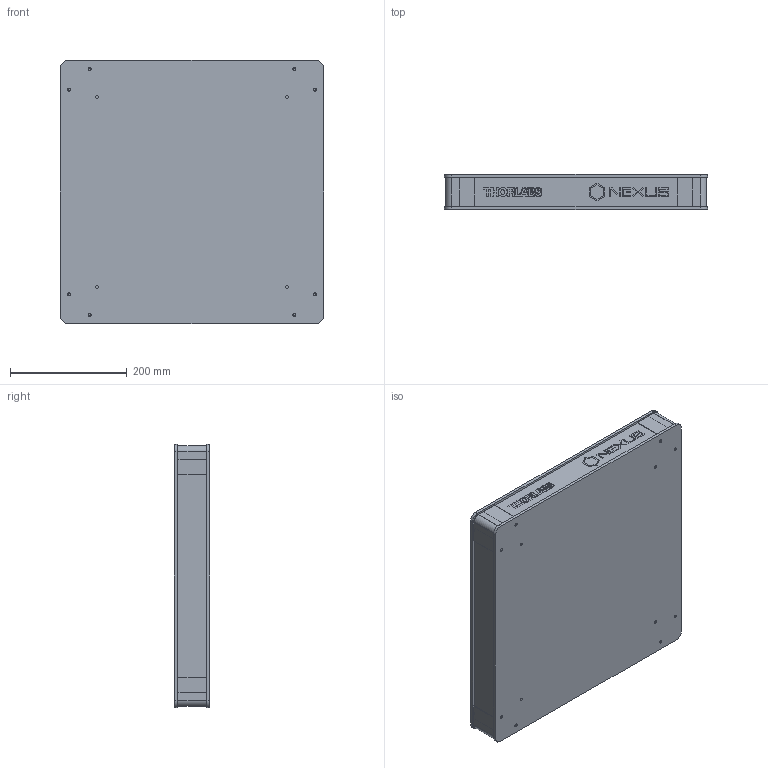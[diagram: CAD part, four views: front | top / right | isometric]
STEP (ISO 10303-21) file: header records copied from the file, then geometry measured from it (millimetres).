
FILE_DESCRIPTION (( 'STEP AP203' ), '1' );
FILE_NAME ('B4545A.STEP', '2015-05-20T14:18:21', ( '' ), ( '' ), 'SwSTEP 2.0', 'SolidWorks 2014', '' );
FILE_SCHEMA (( 'CONFIG_CONTROL_DESIGN' ));
Products named in the file (1): B4545A
Bounding box: 450 x 60 x 450 mm (x, y, z)
Volume: 3135982.2 mm3; surface area: 4765367.8 mm2
Topology: 76 solids, 76 shells, 3136 faces, 8598 edges, 5668 vertices
Faces by surface type: plane 1984, cylinder 1100, cone 48, bspline 4
Entity records: 100877 total; most frequent: CARTESIAN_POINT 17455, ORIENTED_EDGE 17196, DIRECTION 17120, EDGE_CURVE 8598, VECTOR 6326, LINE 6326, VERTEX_POINT 5668, AXIS2_PLACEMENT_3D 5397
